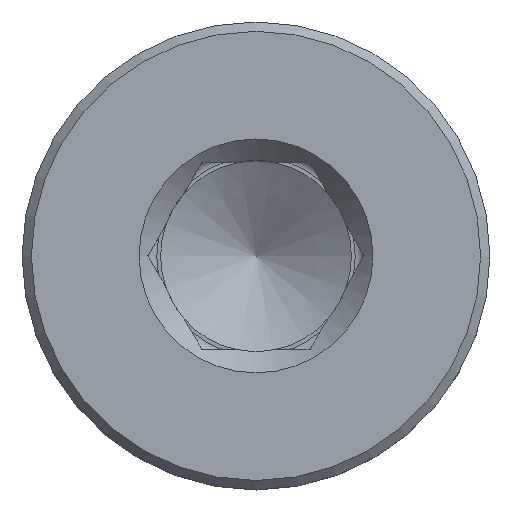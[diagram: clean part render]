
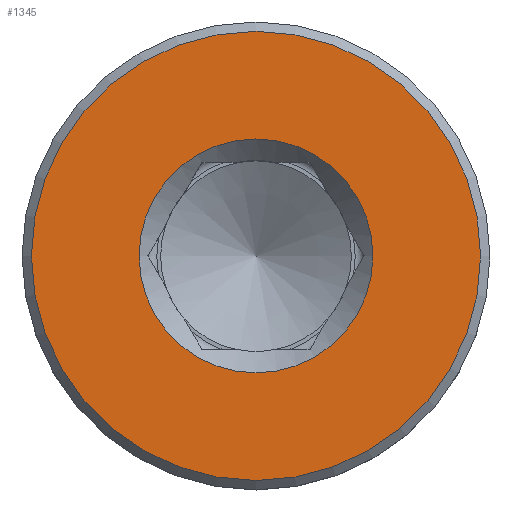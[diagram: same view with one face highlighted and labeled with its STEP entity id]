
A CAD part, top view. The second image highlights one B-rep face of the part: STEP entity #1345.
In plain terms, the highlighted planar face has unit normal (0, 0, 1).
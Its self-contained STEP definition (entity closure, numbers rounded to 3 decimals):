
#1117=CARTESIAN_POINT('',(6.25,0.,19.0));
#1118=VERTEX_POINT('',#1117);
#1119=CARTESIAN_POINT('',(0.0,0.0,19.0));
#1120=DIRECTION('',(0.0,0.0,-1.0));
#1121=DIRECTION('',(-1.0,0.0,0.0));
#1122=AXIS2_PLACEMENT_3D('',#1119,#1120,#1121);
#1123=CIRCLE('',#1122,6.25);
#1124=EDGE_CURVE('',#1118,#1118,#1123,.T.);
#1291=CARTESIAN_POINT('',(12.0,0.,19.0));
#1292=VERTEX_POINT('',#1291);
#1293=CARTESIAN_POINT('',(0.0,0.0,19.0));
#1294=DIRECTION('',(0.0,0.0,-1.0));
#1295=DIRECTION('',(-1.0,0.0,0.0));
#1296=AXIS2_PLACEMENT_3D('',#1293,#1294,#1295);
#1297=CIRCLE('',#1296,12.0);
#1298=EDGE_CURVE('',#1292,#1292,#1297,.T.);
#1334=CARTESIAN_POINT('',(0.0,0.0,19.0));
#1335=DIRECTION('',(0.0,0.0,-1.0));
#1336=DIRECTION('',(-1.0,0.0,0.0));
#1337=AXIS2_PLACEMENT_3D('',#1334,#1335,#1336);
#1338=PLANE('',#1337);
#1339=ORIENTED_EDGE('',*,*,#1298,.F.);
#1340=EDGE_LOOP('',(#1339));
#1341=FACE_OUTER_BOUND('',#1340,.T.);
#1342=ORIENTED_EDGE('',*,*,#1124,.T.);
#1343=EDGE_LOOP('',(#1342));
#1344=FACE_BOUND('',#1343,.T.);
#1345=ADVANCED_FACE('',(#1341,#1344),#1338,.F.);
